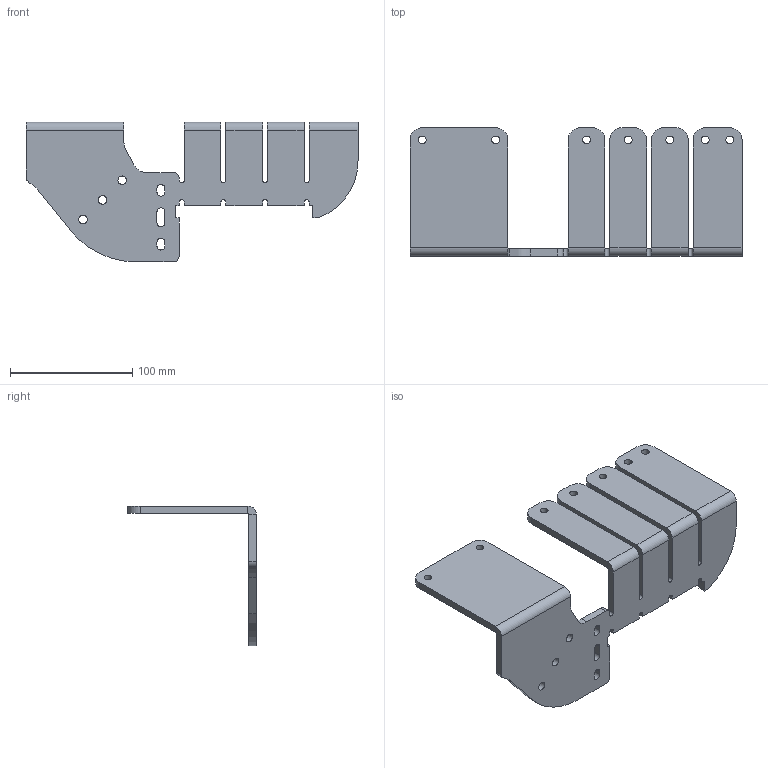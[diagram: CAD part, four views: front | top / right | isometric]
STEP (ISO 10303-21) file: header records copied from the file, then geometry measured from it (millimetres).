
FILE_DESCRIPTION(/* description */ (' ','CAx-IF Rec.Pracs.---Representation and Presentation of Product Manufacturing Information (PMI)---4.0---2014-10-13'),/* implementation_level */ '2;1');
FILE_NAME(/* name */ '10 60 215 (X-Cable Chain Shelf).step',/* time_stamp */ '2025-03-20T08:56:47Z',/* author */ (''),/* organization */ (''),/* preprocessor_version */ 'ST-DEVELOPER v20',/* originating_system */ 'Autodesk Translation Framework v13.20.0.188',/* authorisation */ '');
FILE_SCHEMA (('AP242_MANAGED_MODEL_BASED_3D_ENGINEERING_MIM_LF { 1 0 10303 442 1 1 4 }'));
Length unit declared in the file: millimetre
Products named in the file (1): 10 60 215 (X-Cable Chain Shelf)
Bounding box: 271.27 x 104.87 x 114.3 mm (x, y, z)
Volume: 234723.7 mm3; surface area: 92489.1 mm2
Topology: 1 solids, 1 shells, 129 faces, 341 edges, 214 vertices
Faces by surface type: plane 76, cylinder 53
Full cylindrical faces by diameter (mm): 6.4 x7, 7 x3
Entity records: 4053 total; most frequent: DIRECTION 707, CARTESIAN_POINT 685, ORIENTED_EDGE 682, EDGE_CURVE 341, AXIS2_PLACEMENT_3D 236, LINE 235, VECTOR 235, VERTEX_POINT 214
